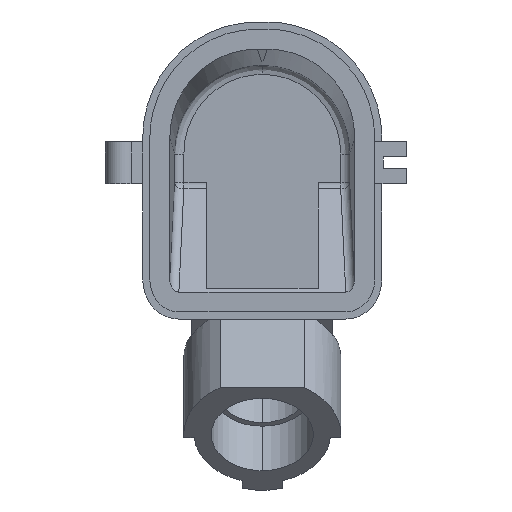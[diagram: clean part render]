
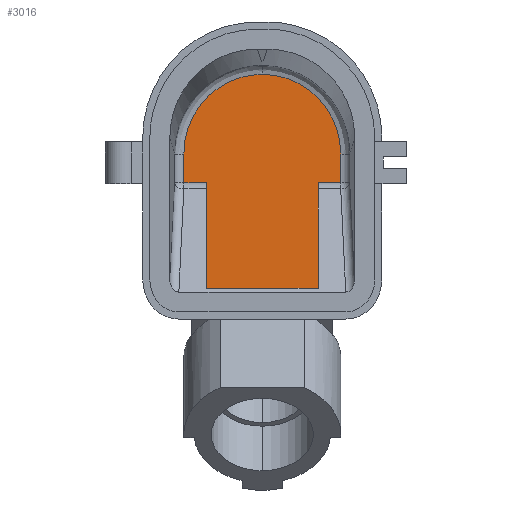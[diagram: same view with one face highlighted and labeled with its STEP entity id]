
A CAD part, front view. The second image highlights one B-rep face of the part: STEP entity #3016.
In plain terms, the highlighted planar face has unit normal (0, -1, 0).
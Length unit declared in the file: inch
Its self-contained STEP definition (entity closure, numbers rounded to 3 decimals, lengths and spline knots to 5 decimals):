
#562=DIRECTION('',(0.,0.,1.));
#563=VECTOR('',#562,2.51754);
#564=CARTESIAN_POINT('',(-1.32999,-0.15,-2.81991));
#565=LINE('',#564,#563);
#649=DIRECTION('',(1.,0.,0.));
#650=VECTOR('',#649,0.38439);
#651=CARTESIAN_POINT('',(0.9456,-0.15,-2.81991));
#652=LINE('',#651,#650);
#653=CARTESIAN_POINT('',(0.9456,-0.15,-2.81991));
#654=CARTESIAN_POINT('',(0.9784,-0.15,-2.95475));
#655=CARTESIAN_POINT('',(1.00737,-0.15,-3.19563));
#656=CARTESIAN_POINT('',(0.98949,-0.15,-3.61782));
#657=CARTESIAN_POINT('',(0.88876,-0.15,-3.97489));
#658=CARTESIAN_POINT('',(0.71901,-0.15,-4.27773));
#659=CARTESIAN_POINT('',(0.55181,-0.15,-4.47351));
#660=CARTESIAN_POINT('',(0.37128,-0.15,-4.60428));
#661=CARTESIAN_POINT('',(0.18451,-0.15,-4.67562));
#662=CARTESIAN_POINT('',(0.06939,-0.15,-4.69421));
#663=CARTESIAN_POINT('',(0.,-0.15,-4.69421));
#665=CARTESIAN_POINT('',(0.,-0.15,-4.69421));
#666=CARTESIAN_POINT('',(-0.06939,-0.15,-4.69421));
#667=CARTESIAN_POINT('',(-0.18451,-0.15,-4.67562));
#668=CARTESIAN_POINT('',(-0.37128,-0.15,-4.60428));
#669=CARTESIAN_POINT('',(-0.55181,-0.15,-4.47351));
#670=CARTESIAN_POINT('',(-0.71901,-0.15,-4.27773));
#671=CARTESIAN_POINT('',(-0.88876,-0.15,-3.97489));
#672=CARTESIAN_POINT('',(-0.98949,-0.15,-3.61782));
#673=CARTESIAN_POINT('',(-1.00737,-0.15,-3.19563));
#674=CARTESIAN_POINT('',(-0.9784,-0.15,-2.95475));
#675=CARTESIAN_POINT('',(-0.9456,-0.15,-2.81991));
#677=DIRECTION('',(1.,0.,0.));
#678=VECTOR('',#677,0.38439);
#679=CARTESIAN_POINT('',(-1.32999,-0.15,-2.81991));
#680=LINE('',#679,#678);
#681=DIRECTION('',(-1.,0.,0.));
#682=VECTOR('',#681,0.53813);
#683=CARTESIAN_POINT('',(-1.32999,-0.15,-0.30236));
#684=LINE('',#683,#682);
#685=DIRECTION('',(0.,0.,1.));
#686=VECTOR('',#685,0.6792);
#687=CARTESIAN_POINT('',(-1.86812,-0.15,-0.30236));
#688=LINE('',#687,#686);
#689=CARTESIAN_POINT('',(-1.86812,-0.15,0.37684));
#690=CARTESIAN_POINT('',(-1.86812,-0.15,0.44072));
#691=CARTESIAN_POINT('',(-1.86182,-0.15,0.56497));
#692=CARTESIAN_POINT('',(-1.83637,-0.15,0.74017));
#693=CARTESIAN_POINT('',(-1.7969,-0.15,0.90601));
#694=CARTESIAN_POINT('',(-1.7444,-0.15,1.06388));
#695=CARTESIAN_POINT('',(-1.67939,-0.15,1.21484));
#696=CARTESIAN_POINT('',(-1.59965,-0.15,1.36336));
#697=CARTESIAN_POINT('',(-1.50172,-0.15,1.51156));
#698=CARTESIAN_POINT('',(-1.38706,-0.15,1.65333));
#699=CARTESIAN_POINT('',(-1.2583,-0.15,1.78406));
#700=CARTESIAN_POINT('',(-1.11887,-0.15,1.90033));
#701=CARTESIAN_POINT('',(-0.97304,-0.15,1.99975));
#702=CARTESIAN_POINT('',(-0.82667,-0.15,2.08085));
#703=CARTESIAN_POINT('',(-0.67792,-0.15,2.14701));
#704=CARTESIAN_POINT('',(-0.52221,-0.15,2.20051));
#705=CARTESIAN_POINT('',(-0.35862,-0.15,2.24083));
#706=CARTESIAN_POINT('',(-0.18524,-0.15,2.26693));
#707=CARTESIAN_POINT('',(-0.06317,-0.15,2.27342));
#708=CARTESIAN_POINT('',(-0.00026,-0.15,2.27351));
#710=CARTESIAN_POINT('',(-0.00026,-0.15,2.27351));
#711=CARTESIAN_POINT('',(0.06277,-0.15,2.27345));
#712=CARTESIAN_POINT('',(0.18577,-0.15,2.26689));
#713=CARTESIAN_POINT('',(0.35893,-0.15,2.24076));
#714=CARTESIAN_POINT('',(0.52273,-0.15,2.20037));
#715=CARTESIAN_POINT('',(0.67854,-0.15,2.14677));
#716=CARTESIAN_POINT('',(0.82752,-0.15,2.08044));
#717=CARTESIAN_POINT('',(0.97397,-0.15,1.99917));
#718=CARTESIAN_POINT('',(1.11951,-0.15,1.89983));
#719=CARTESIAN_POINT('',(1.2585,-0.15,1.78385));
#720=CARTESIAN_POINT('',(1.38684,-0.15,1.65354));
#721=CARTESIAN_POINT('',(1.50121,-0.15,1.51222));
#722=CARTESIAN_POINT('',(1.59908,-0.15,1.36431));
#723=CARTESIAN_POINT('',(1.67898,-0.15,1.2157));
#724=CARTESIAN_POINT('',(1.74417,-0.15,1.06451));
#725=CARTESIAN_POINT('',(1.79676,-0.15,0.90651));
#726=CARTESIAN_POINT('',(1.8363,-0.15,0.74057));
#727=CARTESIAN_POINT('',(1.8618,-0.15,0.56523));
#728=CARTESIAN_POINT('',(1.86812,-0.15,0.44082));
#729=CARTESIAN_POINT('',(1.86812,-0.15,0.37684));
#731=DIRECTION('',(0.,0.,-1.));
#732=VECTOR('',#731,0.6792);
#733=CARTESIAN_POINT('',(1.86812,-0.15,0.37684));
#734=LINE('',#733,#732);
#735=DIRECTION('',(-1.,0.,0.));
#736=VECTOR('',#735,0.53813);
#737=CARTESIAN_POINT('',(1.86812,-0.15,-0.30236));
#738=LINE('',#737,#736);
#1575=DIRECTION('',(0.,0.,1.));
#1576=VECTOR('',#1575,2.51754);
#1577=CARTESIAN_POINT('',(1.32999,-0.15,-2.81991));
#1578=LINE('',#1577,#1576);
#1865=VERTEX_POINT('',#689);
#1866=VERTEX_POINT('',#708);
#1867=CARTESIAN_POINT('',(-1.86812,-0.15,-0.30236));
#1868=VERTEX_POINT('',#1867);
#1974=VERTEX_POINT('',#653);
#1975=VERTEX_POINT('',#663);
#1976=VERTEX_POINT('',#675);
#1977=CARTESIAN_POINT('',(-1.32999,-0.15,-2.81991));
#1978=CARTESIAN_POINT('',(-1.32999,-0.15,-0.30236));
#1979=VERTEX_POINT('',#1977);
#1980=VERTEX_POINT('',#1978);
#1981=CARTESIAN_POINT('',(1.32999,-0.15,-2.81991));
#1982=CARTESIAN_POINT('',(1.32999,-0.15,-0.30236));
#1983=VERTEX_POINT('',#1981);
#1984=VERTEX_POINT('',#1982);
#2025=CARTESIAN_POINT('',(1.86812,-0.15,0.37684));
#2026=CARTESIAN_POINT('',(1.86812,-0.15,-0.30236));
#2027=VERTEX_POINT('',#2025);
#2028=VERTEX_POINT('',#2026);
#2990=CARTESIAN_POINT('',(-2.355,-0.15,-0.45008));
#2991=DIRECTION('',(0.,1.,0.));
#2992=DIRECTION('',(0.,0.,1.));
#2993=AXIS2_PLACEMENT_3D('',#2990,#2991,#2992);
#2994=PLANE('',#2993);
#2996=ORIENTED_EDGE('',*,*,#2995,.F.);
#2998=ORIENTED_EDGE('',*,*,#2997,.T.);
#3000=ORIENTED_EDGE('',*,*,#2999,.T.);
#3002=ORIENTED_EDGE('',*,*,#3001,.F.);
#3003=ORIENTED_EDGE('',*,*,#2671,.T.);
#3004=ORIENTED_EDGE('',*,*,#2687,.T.);
#3006=ORIENTED_EDGE('',*,*,#3005,.T.);
#3007=ORIENTED_EDGE('',*,*,#2869,.T.);
#3008=ORIENTED_EDGE('',*,*,#2981,.T.);
#3010=ORIENTED_EDGE('',*,*,#3009,.T.);
#3011=ORIENTED_EDGE('',*,*,#2699,.T.);
#3013=ORIENTED_EDGE('',*,*,#3012,.F.);
#3014=EDGE_LOOP('',(#2996,#2998,#3000,#3002,#3003,#3004,#3006,#3007,#3008,#3010,
#3011,#3013));
#3015=FACE_OUTER_BOUND('',#3014,.F.);
#3016=ADVANCED_FACE('',(#3015),#2994,.F.);
#664=B_SPLINE_CURVE_WITH_KNOTS('',3,(#653,#654,#655,#656,#657,#658,#659,#660,
#661,#662,#663),.UNSPECIFIED.,.F.,.F.,(4,1,1,1,1,1,1,1,4),(0.,0.125,0.25,
0.5,0.625,0.75,0.875,0.9375,1.),.UNSPECIFIED.);
#676=B_SPLINE_CURVE_WITH_KNOTS('',3,(#665,#666,#667,#668,#669,#670,#671,#672,
#673,#674,#675),.UNSPECIFIED.,.F.,.F.,(4,1,1,1,1,1,1,1,4),(0.,0.0625,0.125,
0.25,0.375,0.5,0.75,0.875,1.),.UNSPECIFIED.);
#709=B_SPLINE_CURVE_WITH_KNOTS('',3,(#689,#690,#691,#692,#693,#694,#695,#696,
#697,#698,#699,#700,#701,#702,#703,#704,#705,#706,#707,#708),.UNSPECIFIED.,.F.,
.F.,(4,1,1,1,1,1,1,1,1,1,1,1,1,1,1,1,1,4),(0.,0.05882,
0.11765,0.17647,0.23529,0.29412,
0.35294,0.41176,0.47059,0.52941,
0.58824,0.64706,0.70588,0.76471,
0.82353,0.88235,0.94118,1.),.UNSPECIFIED.);
#730=B_SPLINE_CURVE_WITH_KNOTS('',3,(#710,#711,#712,#713,#714,#715,#716,#717,
#718,#719,#720,#721,#722,#723,#724,#725,#726,#727,#728,#729),.UNSPECIFIED.,.F.,
.F.,(4,1,1,1,1,1,1,1,1,1,1,1,1,1,1,1,1,4),(0.,0.05882,
0.11765,0.17647,0.23529,0.29412,
0.35294,0.41176,0.47059,0.52941,
0.58824,0.64706,0.70588,0.76471,
0.82353,0.88235,0.94118,1.),.UNSPECIFIED.);
#2671=EDGE_CURVE('',#1979,#1980,#565,.T.);
#2687=EDGE_CURVE('',#1980,#1868,#684,.T.);
#2699=EDGE_CURVE('',#2028,#1984,#738,.T.);
#2869=EDGE_CURVE('',#1865,#1866,#709,.T.);
#2981=EDGE_CURVE('',#1866,#2027,#730,.T.);
#2995=EDGE_CURVE('',#1974,#1983,#652,.T.);
#2997=EDGE_CURVE('',#1974,#1975,#664,.T.);
#2999=EDGE_CURVE('',#1975,#1976,#676,.T.);
#3001=EDGE_CURVE('',#1979,#1976,#680,.T.);
#3005=EDGE_CURVE('',#1868,#1865,#688,.T.);
#3009=EDGE_CURVE('',#2027,#2028,#734,.T.);
#3012=EDGE_CURVE('',#1983,#1984,#1578,.T.);
